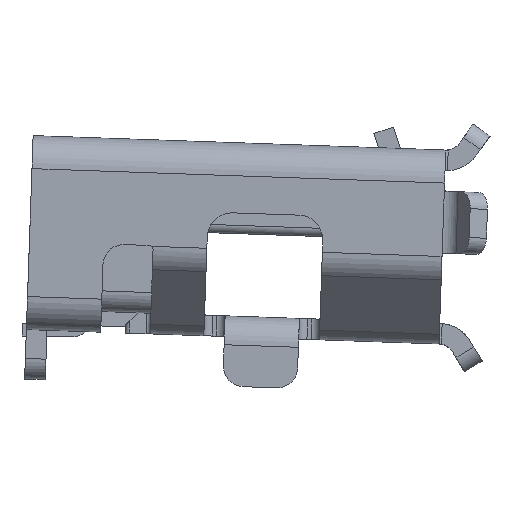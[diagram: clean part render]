
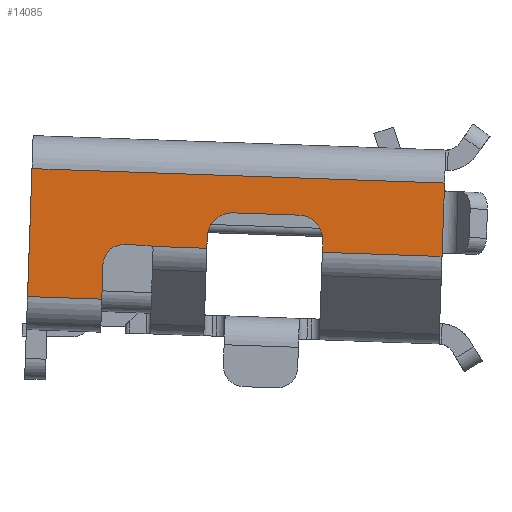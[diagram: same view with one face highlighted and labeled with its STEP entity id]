
A CAD part, left-side view. The second image highlights one B-rep face of the part: STEP entity #14085.
In plain terms, the highlighted planar face has unit normal (-1, 0, 0).
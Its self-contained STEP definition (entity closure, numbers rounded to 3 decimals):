
#243=CIRCLE('',#14994,0.25);
#244=CIRCLE('',#14995,0.05);
#245=CIRCLE('',#14996,0.3);
#246=CIRCLE('',#14997,0.3);
#651=PLANE('',#14993);
#1159=FACE_OUTER_BOUND('',#1934,.T.);
#1934=EDGE_LOOP('',(#10176,#10177,#10178,#10179,#10180,#10181,#10182,#10183,
#10184,#10185,#10186,#10187,#10188,#10189,#10190,#10191,#10192));
#3108=LINE('',#21446,#4680);
#3119=LINE('',#21479,#4691);
#3120=LINE('',#21484,#4692);
#3121=LINE('',#21486,#4693);
#3122=LINE('',#21487,#4694);
#3123=LINE('',#21489,#4695);
#3124=LINE('',#21493,#4696);
#3125=LINE('',#21497,#4697);
#3126=LINE('',#21499,#4698);
#3127=LINE('',#21503,#4699);
#3128=LINE('',#21507,#4700);
#3129=LINE('',#21509,#4701);
#3130=LINE('',#21510,#4702);
#4680=VECTOR('',#16864,1.55);
#4691=VECTOR('',#16895,0.9);
#4692=VECTOR('',#16900,0.81);
#4693=VECTOR('',#16901,0.07);
#4694=VECTOR('',#16902,5.);
#4695=VECTOR('',#16903,0.42);
#4696=VECTOR('',#16906,10.);
#4697=VECTOR('',#16909,0.67);
#4698=VECTOR('',#16910,10.);
#4699=VECTOR('',#16913,0.8);
#4700=VECTOR('',#16916,0.14);
#4701=VECTOR('',#16917,1.45);
#4702=VECTOR('',#16918,10.);
#6300=VERTEX_POINT('',#21443);
#6301=VERTEX_POINT('',#21445);
#6313=VERTEX_POINT('',#21478);
#6314=VERTEX_POINT('',#21482);
#6315=VERTEX_POINT('',#21483);
#6316=VERTEX_POINT('',#21485);
#6317=VERTEX_POINT('',#21488);
#6318=VERTEX_POINT('',#21490);
#6319=VERTEX_POINT('',#21492);
#6320=VERTEX_POINT('',#21494);
#6321=VERTEX_POINT('',#21496);
#6322=VERTEX_POINT('',#21498);
#6323=VERTEX_POINT('',#21500);
#6324=VERTEX_POINT('',#21502);
#6325=VERTEX_POINT('',#21504);
#6326=VERTEX_POINT('',#21506);
#6327=VERTEX_POINT('',#21508);
#7791=EDGE_CURVE('',#6300,#6301,#3108,.T.);
#7808=EDGE_CURVE('',#6313,#6300,#3119,.T.);
#7810=EDGE_CURVE('',#6314,#6315,#3120,.T.);
#7811=EDGE_CURVE('',#6315,#6316,#3121,.T.);
#7812=EDGE_CURVE('',#6316,#6301,#3122,.T.);
#7813=EDGE_CURVE('',#6317,#6313,#3123,.T.);
#7814=EDGE_CURVE('',#6318,#6317,#243,.T.);
#7815=EDGE_CURVE('',#6318,#6319,#3124,.T.);
#7816=EDGE_CURVE('',#6320,#6319,#244,.T.);
#7817=EDGE_CURVE('',#6320,#6321,#3125,.T.);
#7818=EDGE_CURVE('',#6321,#6322,#3126,.T.);
#7819=EDGE_CURVE('',#6323,#6322,#245,.T.);
#7820=EDGE_CURVE('',#6323,#6324,#3127,.T.);
#7821=EDGE_CURVE('',#6325,#6324,#246,.T.);
#7822=EDGE_CURVE('',#6325,#6326,#3128,.T.);
#7823=EDGE_CURVE('',#6326,#6327,#3129,.T.);
#7824=EDGE_CURVE('',#6327,#6314,#3130,.T.);
#10176=ORIENTED_EDGE('',*,*,#7810,.T.);
#10177=ORIENTED_EDGE('',*,*,#7811,.T.);
#10178=ORIENTED_EDGE('',*,*,#7812,.T.);
#10179=ORIENTED_EDGE('',*,*,#7791,.F.);
#10180=ORIENTED_EDGE('',*,*,#7808,.F.);
#10181=ORIENTED_EDGE('',*,*,#7813,.F.);
#10182=ORIENTED_EDGE('',*,*,#7814,.F.);
#10183=ORIENTED_EDGE('',*,*,#7815,.T.);
#10184=ORIENTED_EDGE('',*,*,#7816,.F.);
#10185=ORIENTED_EDGE('',*,*,#7817,.T.);
#10186=ORIENTED_EDGE('',*,*,#7818,.T.);
#10187=ORIENTED_EDGE('',*,*,#7819,.F.);
#10188=ORIENTED_EDGE('',*,*,#7820,.T.);
#10189=ORIENTED_EDGE('',*,*,#7821,.F.);
#10190=ORIENTED_EDGE('',*,*,#7822,.T.);
#10191=ORIENTED_EDGE('',*,*,#7823,.T.);
#10192=ORIENTED_EDGE('',*,*,#7824,.T.);
#14085=ADVANCED_FACE('',(#1159),#651,.F.);
#14993=AXIS2_PLACEMENT_3D('',#21481,#16898,#16899);
#14994=AXIS2_PLACEMENT_3D('',#21491,#16904,#16905);
#14995=AXIS2_PLACEMENT_3D('',#21495,#16907,#16908);
#14996=AXIS2_PLACEMENT_3D('',#21501,#16911,#16912);
#14997=AXIS2_PLACEMENT_3D('',#21505,#16914,#16915);
#16864=DIRECTION('',(0.,-0.035,0.999));
#16895=DIRECTION('',(0.,0.999,0.035));
#16898=DIRECTION('center_axis',(1.,0.,0.));
#16899=DIRECTION('ref_axis',(0.,0.035,-0.999));
#16900=DIRECTION('',(0.,-0.035,0.999));
#16901=DIRECTION('',(0.,-0.035,0.999));
#16902=DIRECTION('',(0.,0.999,0.035));
#16903=DIRECTION('',(0.,0.035,-0.999));
#16904=DIRECTION('center_axis',(-1.,0.,0.));
#16905=DIRECTION('ref_axis',(0.,-0.035,0.999));
#16906=DIRECTION('',(0.,-0.999,-0.035));
#16907=DIRECTION('center_axis',(-1.,0.,0.));
#16908=DIRECTION('ref_axis',(0.,-0.628,0.779));
#16909=DIRECTION('',(0.,-0.999,-0.035));
#16910=DIRECTION('',(0.,-0.035,0.999));
#16911=DIRECTION('center_axis',(-1.,0.,0.));
#16912=DIRECTION('ref_axis',(0.,-0.035,0.999));
#16913=DIRECTION('',(0.,-0.999,-0.035));
#16914=DIRECTION('center_axis',(-1.,0.,0.));
#16915=DIRECTION('ref_axis',(0.,-0.999,-0.035));
#16916=DIRECTION('',(0.,0.035,-0.999));
#16917=DIRECTION('',(0.,-0.999,-0.035));
#16918=DIRECTION('',(0.,-0.035,0.999));
#21443=CARTESIAN_POINT('',(-3.7,0.349,0.485));
#21445=CARTESIAN_POINT('',(-3.7,0.295,2.034));
#21446=CARTESIAN_POINT('',(-3.7,0.349,0.485));
#21478=CARTESIAN_POINT('',(-3.7,-0.551,0.454));
#21479=CARTESIAN_POINT('',(-3.7,-0.551,0.454));
#21481=CARTESIAN_POINT('Origin',(-3.7,-2.177,1.172));
#21482=CARTESIAN_POINT('',(-3.7,-4.672,0.98));
#21483=CARTESIAN_POINT('',(-3.7,-4.7,1.79));
#21484=CARTESIAN_POINT('',(-3.7,-4.672,0.98));
#21485=CARTESIAN_POINT('',(-3.7,-4.702,1.86));
#21486=CARTESIAN_POINT('',(-3.7,-4.7,1.79));
#21487=CARTESIAN_POINT('',(-3.7,-4.702,1.86));
#21488=CARTESIAN_POINT('',(-3.7,-0.566,0.873));
#21489=CARTESIAN_POINT('',(-3.7,-0.566,0.873));
#21490=CARTESIAN_POINT('',(-3.7,-0.824,1.114));
#21491=CARTESIAN_POINT('Origin',(-3.7,-0.815,0.865));
#21492=CARTESIAN_POINT('',(-3.7,-1.124,1.104));
#21493=CARTESIAN_POINT('',(-3.7,-1.574,1.088));
#21494=CARTESIAN_POINT('',(-3.7,-1.154,1.093));
#21495=CARTESIAN_POINT('Origin',(-3.7,-1.122,1.054));
#21496=CARTESIAN_POINT('',(-3.7,-1.823,1.07));
#21497=CARTESIAN_POINT('',(-3.7,-1.154,1.093));
#21498=CARTESIAN_POINT('',(-3.7,-1.828,1.209));
#21499=CARTESIAN_POINT('',(-3.7,-1.817,0.898));
#21500=CARTESIAN_POINT('',(-3.7,-2.138,1.499));
#21501=CARTESIAN_POINT('Origin',(-3.7,-2.128,1.199));
#21502=CARTESIAN_POINT('',(-3.7,-2.938,1.471));
#21503=CARTESIAN_POINT('',(-3.7,-2.138,1.499));
#21504=CARTESIAN_POINT('',(-3.7,-3.227,1.161));
#21505=CARTESIAN_POINT('Origin',(-3.7,-2.927,1.171));
#21506=CARTESIAN_POINT('',(-3.7,-3.222,1.021));
#21507=CARTESIAN_POINT('',(-3.7,-3.227,1.161));
#21508=CARTESIAN_POINT('',(-3.7,-4.671,0.97));
#21509=CARTESIAN_POINT('',(-3.7,-3.222,1.021));
#21510=CARTESIAN_POINT('',(-3.7,-4.664,0.765));
